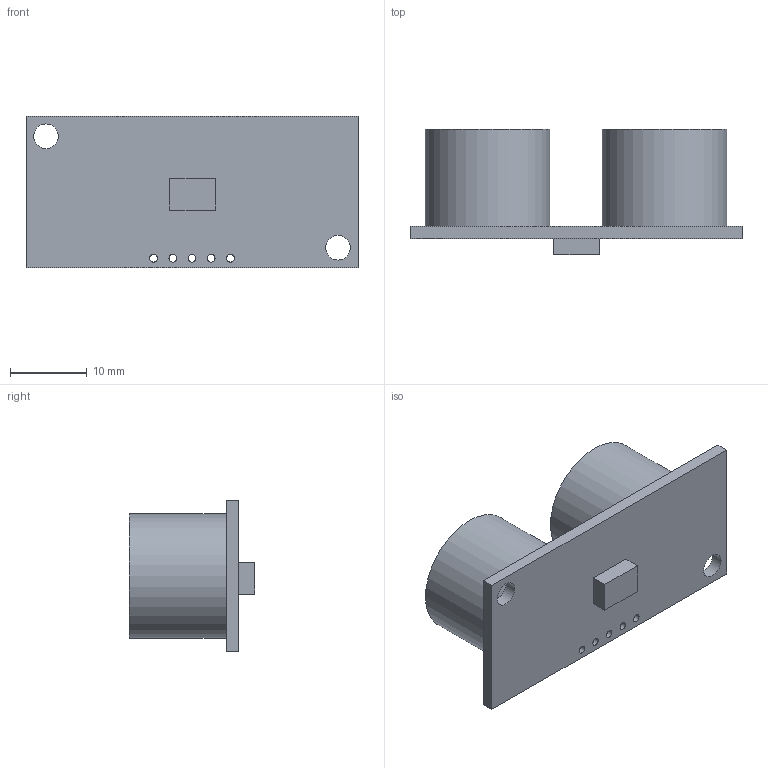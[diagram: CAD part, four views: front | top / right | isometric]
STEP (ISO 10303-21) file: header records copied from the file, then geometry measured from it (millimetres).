
FILE_DESCRIPTION(/* description */ (''),/* implementation_level */ '2;1');
FILE_NAME(/* name */ 'PCB.ipt.step',/* time_stamp */ '2020-04-16T23:17:26-04:00',/* author */ ('Jordan'),/* organization */ (''),/* preprocessor_version */ 'ST-DEVELOPER v17',/* originating_system */ 'Autodesk Inventor 2019',/* authorisation */ '');
FILE_SCHEMA (('AUTOMOTIVE_DESIGN { 1 0 10303 214 3 1 1 }'));
Length unit declared in the file: inch
Products named in the file (1): PCB
Bounding box: 43.2 x 16.3 x 19.75 mm (x, y, z)
Volume: 6578.9 mm3; surface area: 3250 mm2
Topology: 1 solids, 1 shells, 22 faces, 69 edges, 52 vertices
Faces by surface type: plane 13, cylinder 9
Full cylindrical faces by diameter (mm): 1 x5, 3.2 x2, 16.2 x2
Entity records: 891 total; most frequent: DIRECTION 151, CARTESIAN_POINT 144, ORIENTED_EDGE 138, EDGE_CURVE 69, AXIS2_PLACEMENT_3D 59, VERTEX_POINT 52, EDGE_LOOP 39, CIRCLE 36
